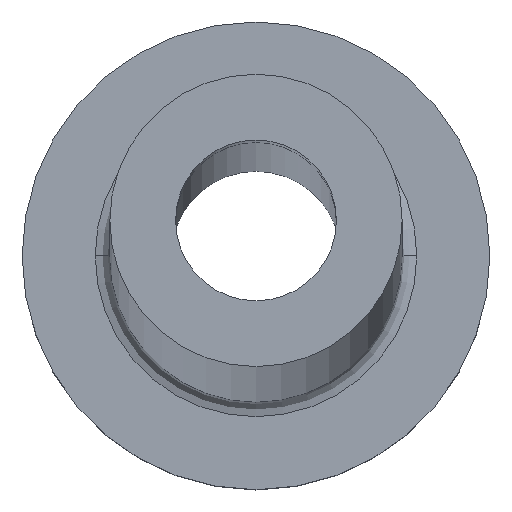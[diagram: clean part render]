
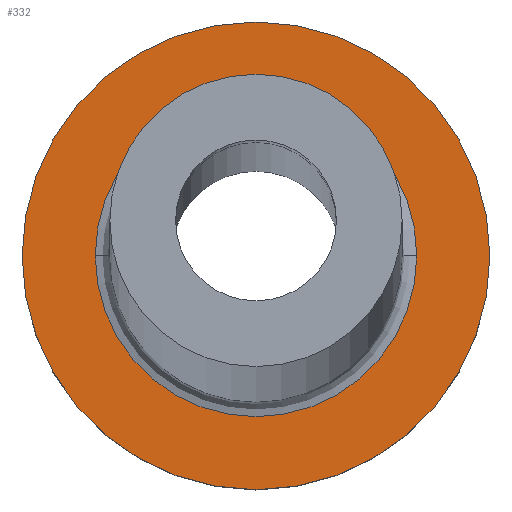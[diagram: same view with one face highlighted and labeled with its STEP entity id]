
A CAD part, top view. The second image highlights one B-rep face of the part: STEP entity #332.
In plain terms, the highlighted planar face has unit normal (0, 0, 1).
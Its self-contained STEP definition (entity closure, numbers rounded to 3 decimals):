
#32 = EDGE_CURVE ( 'NONE', #47, #276, #392, .T. ) ;
#34 = DIRECTION ( 'NONE',  ( 0., 0., -1. ) ) ;
#40 = VERTEX_POINT ( 'NONE', #165 ) ;
#47 = VERTEX_POINT ( 'NONE', #302 ) ;
#53 = DIRECTION ( 'NONE',  ( 0., 0., 1. ) ) ;
#71 = PLANE ( 'NONE',  #159 ) ;
#75 = DIRECTION ( 'NONE',  ( 0., 0., 1. ) ) ;
#102 = EDGE_CURVE ( 'NONE', #324, #40, #186, .T. ) ;
#106 = FACE_BOUND ( 'NONE', #292, .T. ) ;
#120 = DIRECTION ( 'NONE',  ( 0., 0., -1. ) ) ;
#153 = CARTESIAN_POINT ( 'NONE',  ( 0., 0., 5. ) ) ;
#159 = AXIS2_PLACEMENT_3D ( 'NONE', #185, #75, #366 ) ;
#165 = CARTESIAN_POINT ( 'NONE',  ( 5.5, 0., 5. ) ) ;
#166 = AXIS2_PLACEMENT_3D ( 'NONE', #153, #120, #367 ) ;
#175 = AXIS2_PLACEMENT_3D ( 'NONE', #314, #272, #418 ) ;
#176 = DIRECTION ( 'NONE',  ( 1., 0., 0. ) ) ;
#185 = CARTESIAN_POINT ( 'NONE',  ( 0., 0., 5. ) ) ;
#186 = CIRCLE ( 'NONE', #166, 5.5 ) ;
#191 = AXIS2_PLACEMENT_3D ( 'NONE', #295, #53, #338 ) ;
#204 = CARTESIAN_POINT ( 'NONE',  ( -8., 0., 5. ) ) ;
#208 = ORIENTED_EDGE ( 'NONE', *, *, #297, .T. ) ;
#222 = EDGE_LOOP ( 'NONE', ( #328, #376 ) ) ;
#256 = ORIENTED_EDGE ( 'NONE', *, *, #102, .T. ) ;
#272 = DIRECTION ( 'NONE',  ( 0., 0., 1. ) ) ;
#276 = VERTEX_POINT ( 'NONE', #204 ) ;
#280 = CIRCLE ( 'NONE', #175, 8. ) ;
#292 = EDGE_LOOP ( 'NONE', ( #208, #256 ) ) ;
#295 = CARTESIAN_POINT ( 'NONE',  ( 0., 0., 5. ) ) ;
#297 = EDGE_CURVE ( 'NONE', #40, #324, #315, .T. ) ;
#302 = CARTESIAN_POINT ( 'NONE',  ( 8., 0., 5. ) ) ;
#304 = AXIS2_PLACEMENT_3D ( 'NONE', #351, #34, #176 ) ;
#314 = CARTESIAN_POINT ( 'NONE',  ( 0., 0., 5. ) ) ;
#315 = CIRCLE ( 'NONE', #304, 5.5 ) ;
#324 = VERTEX_POINT ( 'NONE', #420 ) ;
#328 = ORIENTED_EDGE ( 'NONE', *, *, #355, .T. ) ;
#332 = ADVANCED_FACE ( 'NONE', ( #106, #395 ), #71, .T. ) ;
#338 = DIRECTION ( 'NONE',  ( 1., 0., 0. ) ) ;
#351 = CARTESIAN_POINT ( 'NONE',  ( 0., 0., 5. ) ) ;
#355 = EDGE_CURVE ( 'NONE', #276, #47, #280, .T. ) ;
#366 = DIRECTION ( 'NONE',  ( 1., 0., 0. ) ) ;
#367 = DIRECTION ( 'NONE',  ( 1., 0., 0. ) ) ;
#376 = ORIENTED_EDGE ( 'NONE', *, *, #32, .T. ) ;
#392 = CIRCLE ( 'NONE', #191, 8. ) ;
#395 = FACE_OUTER_BOUND ( 'NONE', #222, .T. ) ;
#418 = DIRECTION ( 'NONE',  ( 1., 0., 0. ) ) ;
#420 = CARTESIAN_POINT ( 'NONE',  ( -5.5, 0., 5. ) ) ;
